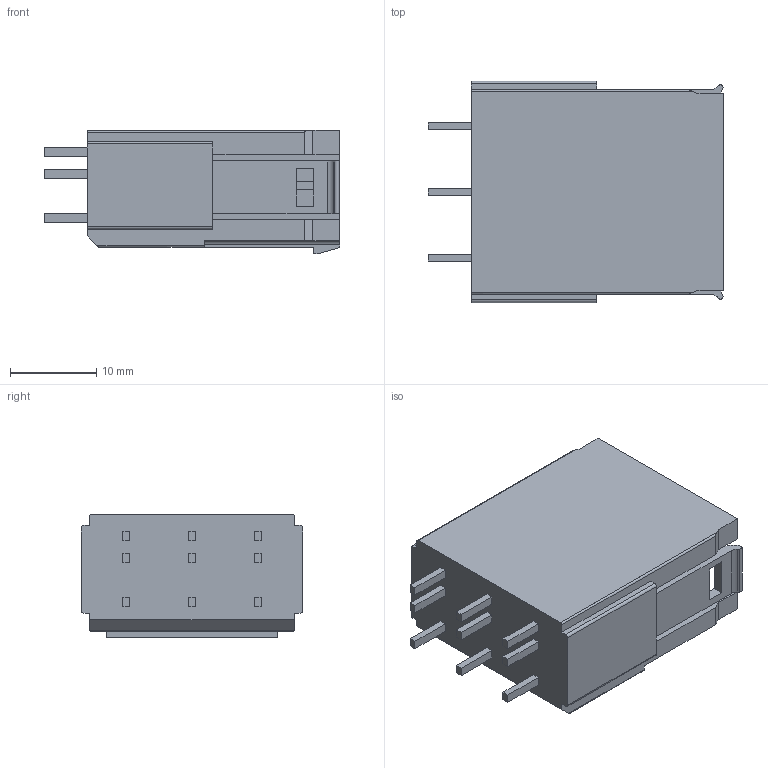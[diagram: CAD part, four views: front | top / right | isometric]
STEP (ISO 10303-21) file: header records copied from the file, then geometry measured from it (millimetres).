
FILE_DESCRIPTION((''),'2;1');
FILE_NAME('TLPHC-501V','2024-09-12T10:42:03',('sheji'),(''),'CREO PARAMETRIC BY PTC INC, 2018100','CREO PARAMETRIC BY PTC INC, 2018100','');
FILE_SCHEMA(('CONFIG_CONTROL_DESIGN'));
Length unit declared in the file: millimetre
Products named in the file (1): TLPHC-501V
Bounding box: 34.25 x 25.66 x 14.29 mm (x, y, z)
Volume: 6242.3 mm3; surface area: 5496.1 mm2
Topology: 1 solids, 1 shells, 289 faces, 813 edges, 542 vertices
Faces by surface type: plane 224, cylinder 65
Entity records: 9312 total; most frequent: CARTESIAN_POINT 1671, ORIENTED_EDGE 1626, DIRECTION 1509, EDGE_CURVE 813, VECTOR 683, LINE 683, VERTEX_POINT 542, AXIS2_PLACEMENT_3D 413
